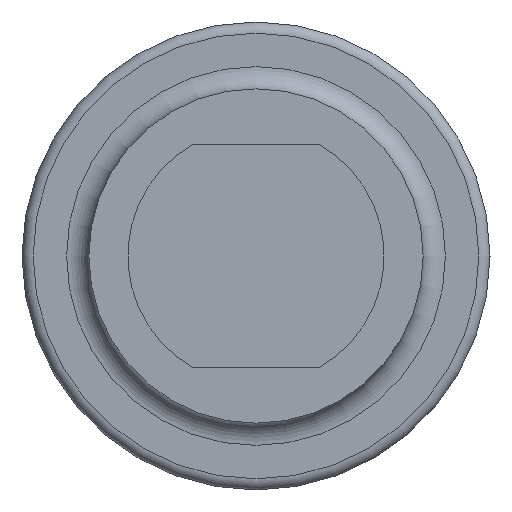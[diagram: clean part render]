
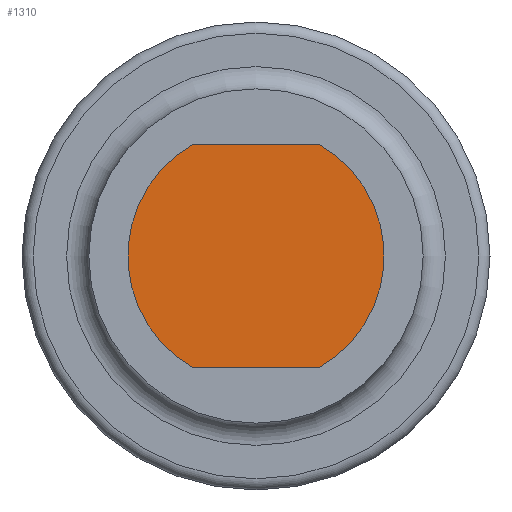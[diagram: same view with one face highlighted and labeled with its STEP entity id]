
A CAD part, front view. The second image highlights one B-rep face of the part: STEP entity #1310.
In plain terms, the highlighted planar face has unit normal (0, -1, 0).
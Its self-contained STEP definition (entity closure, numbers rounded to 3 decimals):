
#52=PLANE('',#1544);
#120=LINE('',#2432,#165);
#121=LINE('',#2436,#166);
#165=VECTOR('',#1983,1000.);
#166=VECTOR('',#1986,1000.);
#229=FACE_OUTER_BOUND('',#307,.T.);
#307=EDGE_LOOP('',(#1091,#1092,#1093,#1094));
#522=CIRCLE('',#1545,11.5);
#523=CIRCLE('',#1546,11.5);
#661=VERTEX_POINT('',#2430);
#662=VERTEX_POINT('',#2431);
#663=VERTEX_POINT('',#2433);
#664=VERTEX_POINT('',#2435);
#845=EDGE_CURVE('',#661,#662,#120,.T.);
#846=EDGE_CURVE('',#663,#662,#522,.T.);
#847=EDGE_CURVE('',#663,#664,#121,.T.);
#848=EDGE_CURVE('',#661,#664,#523,.T.);
#1091=ORIENTED_EDGE('',*,*,#845,.T.);
#1092=ORIENTED_EDGE('',*,*,#846,.F.);
#1093=ORIENTED_EDGE('',*,*,#847,.T.);
#1094=ORIENTED_EDGE('',*,*,#848,.F.);
#1310=ADVANCED_FACE('',(#229),#52,.F.);
#1544=AXIS2_PLACEMENT_3D('',#2429,#1981,#1982);
#1545=AXIS2_PLACEMENT_3D('',#2434,#1984,#1985);
#1546=AXIS2_PLACEMENT_3D('',#2437,#1987,#1988);
#1981=DIRECTION('center_axis',(0.,1.,0.));
#1982=DIRECTION('ref_axis',(0.,0.,1.));
#1983=DIRECTION('',(-1.,0.,0.));
#1984=DIRECTION('center_axis',(0.,1.,0.));
#1985=DIRECTION('ref_axis',(0.,0.,1.));
#1986=DIRECTION('',(1.,0.,0.));
#1987=DIRECTION('center_axis',(0.,1.,0.));
#1988=DIRECTION('ref_axis',(0.,0.,1.));
#2429=CARTESIAN_POINT('Origin',(0.,0.,0.));
#2430=CARTESIAN_POINT('',(5.679,0.,10.));
#2431=CARTESIAN_POINT('',(-5.679,0.,10.));
#2432=CARTESIAN_POINT('',(-15.,0.,10.));
#2433=CARTESIAN_POINT('',(-5.679,0.,-10.));
#2434=CARTESIAN_POINT('Origin',(0.,0.,0.));
#2435=CARTESIAN_POINT('',(5.679,0.,-10.));
#2436=CARTESIAN_POINT('',(-15.,0.,-10.));
#2437=CARTESIAN_POINT('Origin',(0.,0.,0.));
